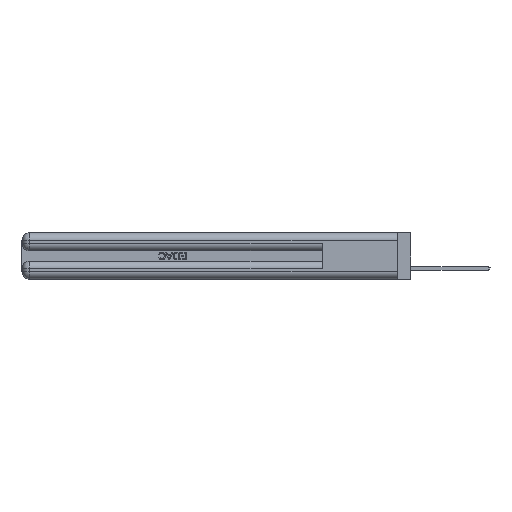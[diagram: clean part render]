
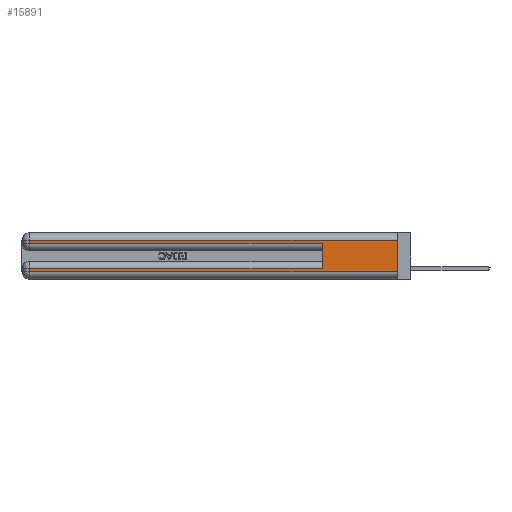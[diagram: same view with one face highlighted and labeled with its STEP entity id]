
A CAD part, left-side view. The second image highlights one B-rep face of the part: STEP entity #15891.
In plain terms, the highlighted planar face has unit normal (-1, 0, 0).
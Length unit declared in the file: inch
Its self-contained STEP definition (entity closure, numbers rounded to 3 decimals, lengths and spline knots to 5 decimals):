
#1114 = VERTEX_POINT ( 'NONE', #33212 ) ;
#1681 = CARTESIAN_POINT ( 'NONE',  ( 0., 0., 0.285 ) ) ;
#3169 = DIRECTION ( 'NONE',  ( 0., -1., 0. ) ) ;
#4421 = CARTESIAN_POINT ( 'NONE',  ( 0., 0.6, 0.285 ) ) ;
#5094 = ORIENTED_EDGE ( 'NONE', *, *, #53410, .T. ) ;
#5811 = LINE ( 'NONE', #13930, #44046 ) ;
#7275 = LINE ( 'NONE', #52558, #38155 ) ;
#8861 = LINE ( 'NONE', #45734, #29563 ) ;
#9246 = EDGE_CURVE ( 'NONE', #26111, #53305, #48758, .T. ) ;
#9465 = DIRECTION ( 'NONE',  ( 0., 0., 1. ) ) ;
#9889 = CARTESIAN_POINT ( 'NONE',  ( 0., 0., 0.31 ) ) ;
#10798 = VECTOR ( 'NONE', #27989, 39.37008 ) ;
#11550 = VECTOR ( 'NONE', #9465, 39.37008 ) ;
#12279 = EDGE_CURVE ( 'NONE', #1114, #53305, #22422, .T. ) ;
#13223 = EDGE_CURVE ( 'NONE', #1114, #46702, #7275, .T. ) ;
#13247 = ORIENTED_EDGE ( 'NONE', *, *, #48036, .T. ) ;
#13415 = LINE ( 'NONE', #25314, #34120 ) ;
#13847 = DIRECTION ( 'NONE',  ( 0., 0., -1. ) ) ;
#13930 = CARTESIAN_POINT ( 'NONE',  ( 0., 0., 0.06 ) ) ;
#14115 = DIRECTION ( 'NONE',  ( 0., -1., 0. ) ) ;
#15891 = ADVANCED_FACE ( 'NONE', ( #32950 ), #30523, .F. ) ;
#16059 = ORIENTED_EDGE ( 'NONE', *, *, #9246, .T. ) ;
#17641 = VECTOR ( 'NONE', #3169, 39.37008 ) ;
#19865 = DIRECTION ( 'NONE',  ( 0., 1., 0. ) ) ;
#21704 = CARTESIAN_POINT ( 'NONE',  ( 0., 0., 0.31 ) ) ;
#22422 = LINE ( 'NONE', #38191, #11550 ) ;
#23309 = CARTESIAN_POINT ( 'NONE',  ( 0., 2.94, 0.31 ) ) ;
#23392 = CARTESIAN_POINT ( 'NONE',  ( 0., 2.94, 0.085 ) ) ;
#23585 = CARTESIAN_POINT ( 'NONE',  ( 0., 2.94, 0.06 ) ) ;
#24618 = VERTEX_POINT ( 'NONE', #23309 ) ;
#25237 = EDGE_LOOP ( 'NONE', ( #27744, #5094, #41933, #16059, #53231, #45259, #42389, #13247 ) ) ;
#25314 = CARTESIAN_POINT ( 'NONE',  ( 0., 2.94, 0.37 ) ) ;
#26111 = VERTEX_POINT ( 'NONE', #47470 ) ;
#27744 = ORIENTED_EDGE ( 'NONE', *, *, #42683, .F. ) ;
#27989 = DIRECTION ( 'NONE',  ( 0., 0., -1. ) ) ;
#29464 = DIRECTION ( 'NONE',  ( 0., 0., -1. ) ) ;
#29563 = VECTOR ( 'NONE', #38526, 39.37008 ) ;
#30350 = VERTEX_POINT ( 'NONE', #9889 ) ;
#30523 = PLANE ( 'NONE',  #39126 ) ;
#32874 = LINE ( 'NONE', #40548, #10798 ) ;
#32950 = FACE_OUTER_BOUND ( 'NONE', #25237, .T. ) ;
#33212 = CARTESIAN_POINT ( 'NONE',  ( 0., 0.6, 0.085 ) ) ;
#34120 = VECTOR ( 'NONE', #29464, 39.37008 ) ;
#34131 = DIRECTION ( 'NONE',  ( 1., 0., 0. ) ) ;
#34676 = CARTESIAN_POINT ( 'NONE',  ( 0., 0., 0.37 ) ) ;
#35365 = LINE ( 'NONE', #21704, #40547 ) ;
#36785 = EDGE_CURVE ( 'NONE', #24618, #26111, #13415, .T. ) ;
#37083 = CARTESIAN_POINT ( 'NONE',  ( 0., 0., 0.06 ) ) ;
#38155 = VECTOR ( 'NONE', #19865, 39.37008 ) ;
#38191 = CARTESIAN_POINT ( 'NONE',  ( 0., 0.6, 0.145 ) ) ;
#38526 = DIRECTION ( 'NONE',  ( 0., 0., -1. ) ) ;
#39126 = AXIS2_PLACEMENT_3D ( 'NONE', #34676, #34131, #13847 ) ;
#40547 = VECTOR ( 'NONE', #50789, 39.37008 ) ;
#40548 = CARTESIAN_POINT ( 'NONE',  ( 0., 0., 0.37 ) ) ;
#41933 = ORIENTED_EDGE ( 'NONE', *, *, #36785, .T. ) ;
#42389 = ORIENTED_EDGE ( 'NONE', *, *, #44238, .T. ) ;
#42683 = EDGE_CURVE ( 'NONE', #30350, #45825, #32874, .T. ) ;
#44046 = VECTOR ( 'NONE', #14115, 39.37008 ) ;
#44238 = EDGE_CURVE ( 'NONE', #46702, #48192, #8861, .T. ) ;
#45259 = ORIENTED_EDGE ( 'NONE', *, *, #13223, .T. ) ;
#45734 = CARTESIAN_POINT ( 'NONE',  ( 0., 2.94, 0.37 ) ) ;
#45825 = VERTEX_POINT ( 'NONE', #37083 ) ;
#46702 = VERTEX_POINT ( 'NONE', #23392 ) ;
#47470 = CARTESIAN_POINT ( 'NONE',  ( 0., 2.94, 0.285 ) ) ;
#48036 = EDGE_CURVE ( 'NONE', #48192, #45825, #5811, .T. ) ;
#48192 = VERTEX_POINT ( 'NONE', #23585 ) ;
#48758 = LINE ( 'NONE', #1681, #17641 ) ;
#50789 = DIRECTION ( 'NONE',  ( 0., 1., 0. ) ) ;
#52558 = CARTESIAN_POINT ( 'NONE',  ( 0., 0., 0.085 ) ) ;
#53231 = ORIENTED_EDGE ( 'NONE', *, *, #12279, .F. ) ;
#53305 = VERTEX_POINT ( 'NONE', #4421 ) ;
#53410 = EDGE_CURVE ( 'NONE', #30350, #24618, #35365, .T. ) ;
